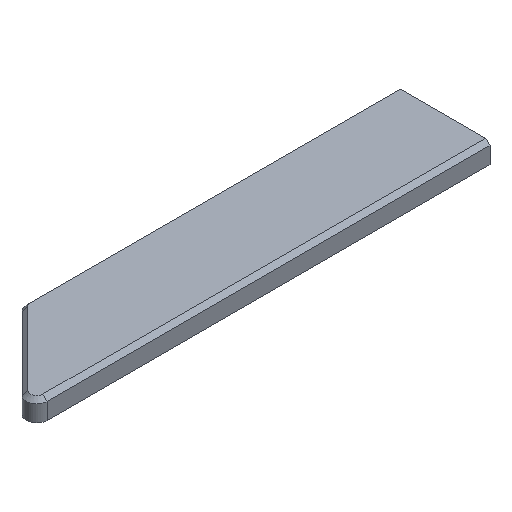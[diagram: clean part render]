
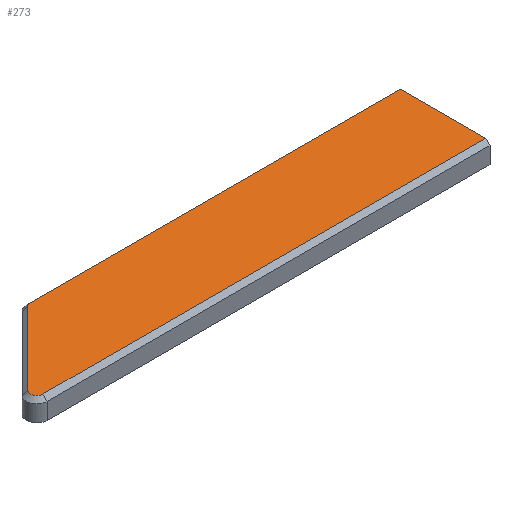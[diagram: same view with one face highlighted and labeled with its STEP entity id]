
A CAD part, isometric view. The second image highlights one B-rep face of the part: STEP entity #273.
In plain terms, the highlighted planar face has unit normal (0, 0, 1).
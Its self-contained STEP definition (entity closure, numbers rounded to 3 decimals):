
#22=CIRCLE('',#300,3.);
#24=CIRCLE('',#304,3.);
#49=FACE_OUTER_BOUND('',#68,.T.);
#68=EDGE_LOOP('',(#240,#241,#242,#243,#244,#245));
#72=LINE('',#414,#97);
#75=LINE('',#425,#100);
#79=LINE('',#437,#104);
#90=LINE('',#461,#115);
#97=VECTOR('',#331,10.);
#100=VECTOR('',#342,10.);
#104=VECTOR('',#354,10.);
#115=VECTOR('',#379,10.);
#119=VERTEX_POINT('',#407);
#122=VERTEX_POINT('',#412);
#124=VERTEX_POINT('',#418);
#126=VERTEX_POINT('',#423);
#128=VERTEX_POINT('',#430);
#130=VERTEX_POINT('',#435);
#144=EDGE_CURVE('',#122,#119,#72,.T.);
#147=EDGE_CURVE('',#124,#122,#22,.T.);
#149=EDGE_CURVE('',#126,#124,#75,.T.);
#153=EDGE_CURVE('',#128,#126,#24,.T.);
#155=EDGE_CURVE('',#130,#128,#79,.T.);
#168=EDGE_CURVE('',#130,#119,#90,.T.);
#240=ORIENTED_EDGE('',*,*,#155,.F.);
#241=ORIENTED_EDGE('',*,*,#168,.T.);
#242=ORIENTED_EDGE('',*,*,#144,.F.);
#243=ORIENTED_EDGE('',*,*,#147,.F.);
#244=ORIENTED_EDGE('',*,*,#149,.F.);
#245=ORIENTED_EDGE('',*,*,#153,.F.);
#256=PLANE('',#323);
#273=ADVANCED_FACE('',(#49),#256,.T.);
#300=AXIS2_PLACEMENT_3D('',#420,#337,#338);
#304=AXIS2_PLACEMENT_3D('',#432,#349,#350);
#323=AXIS2_PLACEMENT_3D('',#479,#403,#404);
#331=DIRECTION('',(1.,0.,0.));
#337=DIRECTION('center_axis',(0.,0.,-1.));
#338=DIRECTION('ref_axis',(-0.383,0.924,0.));
#342=DIRECTION('',(0.707,0.707,0.));
#349=DIRECTION('center_axis',(0.,0.,-1.));
#350=DIRECTION('ref_axis',(-0.924,-0.383,0.));
#354=DIRECTION('',(-1.,0.,0.));
#379=DIRECTION('',(0.,1.,0.));
#403=DIRECTION('center_axis',(0.,0.,1.));
#404=DIRECTION('ref_axis',(1.,0.,0.));
#407=CARTESIAN_POINT('',(0.,-2.,10.));
#412=CARTESIAN_POINT('',(-177.929,-2.,10.));
#414=CARTESIAN_POINT('',(-56.25,-2.,10.));
#418=CARTESIAN_POINT('',(-180.05,-2.879,10.));
#420=CARTESIAN_POINT('Origin',(-177.929,-5.,10.));
#423=CARTESIAN_POINT('',(-215.05,-37.879,10.));
#425=CARTESIAN_POINT('',(-167.336,9.836,10.));
#430=CARTESIAN_POINT('',(-212.929,-43.,10.));
#432=CARTESIAN_POINT('Origin',(-212.929,-40.,10.));
#435=CARTESIAN_POINT('',(0.,-43.,10.));
#437=CARTESIAN_POINT('',(-168.75,-43.,10.));
#461=CARTESIAN_POINT('',(0.,-45.,10.));
#479=CARTESIAN_POINT('Origin',(-112.5,-22.5,10.));
